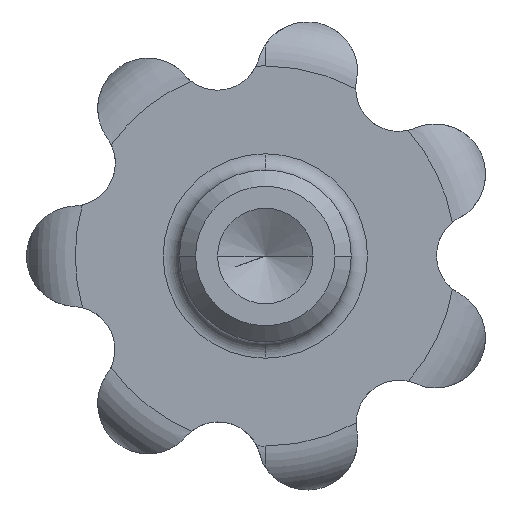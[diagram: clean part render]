
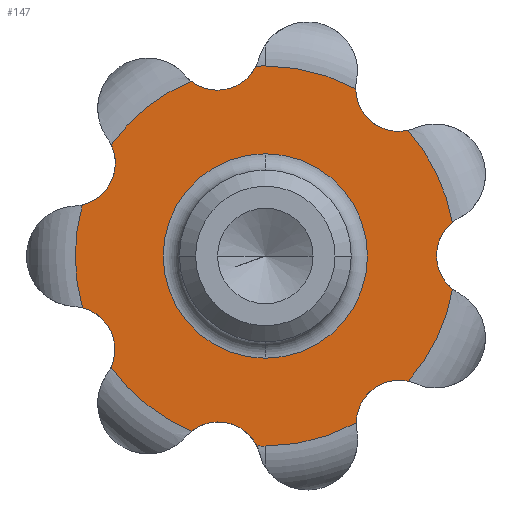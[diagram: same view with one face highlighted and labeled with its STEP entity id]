
A CAD part, front view. The second image highlights one B-rep face of the part: STEP entity #147.
In plain terms, the highlighted planar face has unit normal (0, -1, 0).
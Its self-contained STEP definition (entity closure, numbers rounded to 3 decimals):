
#147 = ADVANCED_FACE( '', ( #294, #295 ), #296, .T. );
#294 = FACE_OUTER_BOUND( '', #442, .T. );
#295 = FACE_BOUND( '', #443, .T. );
#296 = PLANE( '', #444 );
#442 = EDGE_LOOP( '', ( #1052, #1053, #1054, #1055, #1056, #1057, #1058, #1059, #1060, #1061, #1062, #1063, #1064, #1065, #1066, #1067 ) );
#443 = EDGE_LOOP( '', ( #1068, #1069, #1070 ) );
#444 = AXIS2_PLACEMENT_3D( '', #1071, #1072, #1073 );
#1052 = ORIENTED_EDGE( '', *, *, #1172, .T. );
#1053 = ORIENTED_EDGE( '', *, *, #1261, .F. );
#1054 = ORIENTED_EDGE( '', *, *, #1242, .T. );
#1055 = ORIENTED_EDGE( '', *, *, #1256, .F. );
#1056 = ORIENTED_EDGE( '', *, *, #1229, .T. );
#1057 = ORIENTED_EDGE( '', *, *, #1254, .F. );
#1058 = ORIENTED_EDGE( '', *, *, #1113, .F. );
#1059 = ORIENTED_EDGE( '', *, *, #1222, .T. );
#1060 = ORIENTED_EDGE( '', *, *, #1250, .F. );
#1061 = ORIENTED_EDGE( '', *, *, #1209, .T. );
#1062 = ORIENTED_EDGE( '', *, *, #1252, .F. );
#1063 = ORIENTED_EDGE( '', *, *, #1197, .T. );
#1064 = ORIENTED_EDGE( '', *, *, #1101, .F. );
#1065 = ORIENTED_EDGE( '', *, *, #1255, .F. );
#1066 = ORIENTED_EDGE( '', *, *, #1185, .T. );
#1067 = ORIENTED_EDGE( '', *, *, #1258, .F. );
#1068 = ORIENTED_EDGE( '', *, *, #1277, .T. );
#1069 = ORIENTED_EDGE( '', *, *, #1078, .T. );
#1070 = ORIENTED_EDGE( '', *, *, #1278, .T. );
#1071 = CARTESIAN_POINT( '', ( 15.3, 17., 0. ) );
#1072 = DIRECTION( '', ( 0., -1., 0. ) );
#1073 = DIRECTION( '', ( -1., 0., 0. ) );
#1078 = EDGE_CURVE( '', #1280, #1286, #1288, .T. );
#1101 = EDGE_CURVE( '', #1329, #1332, #1333, .T. );
#1113 = EDGE_CURVE( '', #1354, #1344, #1356, .T. );
#1172 = EDGE_CURVE( '', #1459, #1457, #1460, .T. );
#1185 = EDGE_CURVE( '', #1482, #1480, #1483, .T. );
#1197 = EDGE_CURVE( '', #1501, #1332, #1502, .T. );
#1209 = EDGE_CURVE( '', #1522, #1520, #1523, .T. );
#1222 = EDGE_CURVE( '', #1354, #1543, #1545, .T. );
#1229 = EDGE_CURVE( '', #1554, #1552, #1555, .T. );
#1242 = EDGE_CURVE( '', #1577, #1575, #1578, .T. );
#1250 = EDGE_CURVE( '', #1522, #1543, #1590, .T. );
#1252 = EDGE_CURVE( '', #1501, #1520, #1592, .T. );
#1254 = EDGE_CURVE( '', #1344, #1552, #1594, .T. );
#1255 = EDGE_CURVE( '', #1482, #1329, #1595, .T. );
#1256 = EDGE_CURVE( '', #1554, #1575, #1596, .T. );
#1258 = EDGE_CURVE( '', #1459, #1480, #1598, .T. );
#1261 = EDGE_CURVE( '', #1577, #1457, #1601, .T. );
#1277 = EDGE_CURVE( '', #1617, #1280, #1618, .T. );
#1278 = EDGE_CURVE( '', #1286, #1617, #1619, .T. );
#1280 = VERTEX_POINT( '', #1621 );
#1286 = VERTEX_POINT( '', #1627 );
#1288 = CIRCLE( '', #1629, 10.7 );
#1329 = VERTEX_POINT( '', #1750 );
#1332 = VERTEX_POINT( '', #1753 );
#1333 = CIRCLE( '', #1754, 19.9 );
#1344 = VERTEX_POINT( '', #1805 );
#1354 = VERTEX_POINT( '', #1852 );
#1356 = CIRCLE( '', #1857, 19.9 );
#1457 = VERTEX_POINT( '', #2265 );
#1459 = VERTEX_POINT( '', #2270 );
#1460 = CIRCLE( '', #2271, 4.5 );
#1480 = VERTEX_POINT( '', #2366 );
#1482 = VERTEX_POINT( '', #2373 );
#1483 = CIRCLE( '', #2374, 4.5 );
#1501 = VERTEX_POINT( '', #2469 );
#1502 = CIRCLE( '', #2470, 4.5 );
#1520 = VERTEX_POINT( '', #2562 );
#1522 = VERTEX_POINT( '', #2567 );
#1523 = CIRCLE( '', #2568, 4.5 );
#1543 = VERTEX_POINT( '', #2659 );
#1545 = CIRCLE( '', #2666, 4.5 );
#1552 = VERTEX_POINT( '', #2698 );
#1554 = VERTEX_POINT( '', #2703 );
#1555 = CIRCLE( '', #2704, 4.5 );
#1575 = VERTEX_POINT( '', #2799 );
#1577 = VERTEX_POINT( '', #2804 );
#1578 = CIRCLE( '', #2805, 4.5 );
#1590 = CIRCLE( '', #2858, 19.9 );
#1592 = CIRCLE( '', #2860, 19.9 );
#1594 = CIRCLE( '', #2862, 19.9 );
#1595 = CIRCLE( '', #2863, 19.9 );
#1596 = CIRCLE( '', #2864, 19.9 );
#1598 = CIRCLE( '', #2866, 19.9 );
#1601 = CIRCLE( '', #2869, 19.9 );
#1617 = VERTEX_POINT( '', #2885 );
#1618 = CIRCLE( '', #2886, 10.7 );
#1619 = CIRCLE( '', #2887, 10.7 );
#1621 = CARTESIAN_POINT( '', ( 0., 17., -10.7 ) );
#1627 = CARTESIAN_POINT( '', ( 0., 17., 10.7 ) );
#1629 = AXIS2_PLACEMENT_3D( '', #2900, #2901, #2902 );
#1750 = CARTESIAN_POINT( '', ( 0., 17., 19.9 ) );
#1753 = CARTESIAN_POINT( '', ( 9.462, 17., 17.507 ) );
#1754 = AXIS2_PLACEMENT_3D( '', #2937, #2938, #2939 );
#1805 = CARTESIAN_POINT( '', ( 0., 17., -19.9 ) );
#1852 = CARTESIAN_POINT( '', ( 9.523, 17., -17.473 ) );
#1857 = AXIS2_PLACEMENT_3D( '', #2949, #2950, #2951 );
#2265 = CARTESIAN_POINT( '', ( -19.168, 17., 5.348 ) );
#2270 = CARTESIAN_POINT( '', ( -16.138, 17., 11.643 ) );
#2271 = AXIS2_PLACEMENT_3D( '', #2991, #2992, #2993 );
#2366 = CARTESIAN_POINT( '', ( -7.779, 17., 18.317 ) );
#2373 = CARTESIAN_POINT( '', ( -0.969, 17., 19.876 ) );
#2374 = AXIS2_PLACEMENT_3D( '', #2997, #2998, #2999 );
#2469 = CARTESIAN_POINT( '', ( 14.929, 17., 13.158 ) );
#2470 = AXIS2_PLACEMENT_3D( '', #3003, #3004, #3005 );
#2562 = CARTESIAN_POINT( '', ( 19.585, 17., 3.527 ) );
#2567 = CARTESIAN_POINT( '', ( 19.597, 17., -3.459 ) );
#2568 = AXIS2_PLACEMENT_3D( '', #3009, #3010, #3011 );
#2659 = CARTESIAN_POINT( '', ( 14.975, 17., -13.105 ) );
#2666 = AXIS2_PLACEMENT_3D( '', #3015, #3016, #3017 );
#2698 = CARTESIAN_POINT( '', ( -0.899, 17., -19.88 ) );
#2703 = CARTESIAN_POINT( '', ( -7.715, 17., -18.344 ) );
#2704 = AXIS2_PLACEMENT_3D( '', #3021, #3022, #3023 );
#2799 = CARTESIAN_POINT( '', ( -16.145, 17., -11.634 ) );
#2804 = CARTESIAN_POINT( '', ( -19.146, 17., -5.427 ) );
#2805 = AXIS2_PLACEMENT_3D( '', #3027, #3028, #3029 );
#2858 = AXIS2_PLACEMENT_3D( '', #3031, #3032, #3033 );
#2860 = AXIS2_PLACEMENT_3D( '', #3037, #3038, #3039 );
#2862 = AXIS2_PLACEMENT_3D( '', #3043, #3044, #3045 );
#2863 = AXIS2_PLACEMENT_3D( '', #3046, #3047, #3048 );
#2864 = AXIS2_PLACEMENT_3D( '', #3049, #3050, #3051 );
#2866 = AXIS2_PLACEMENT_3D( '', #3055, #3056, #3057 );
#2869 = AXIS2_PLACEMENT_3D( '', #3064, #3065, #3066 );
#2885 = CARTESIAN_POINT( '', ( 10.7, 17., 0. ) );
#2886 = AXIS2_PLACEMENT_3D( '', #3112, #3113, #3114 );
#2887 = AXIS2_PLACEMENT_3D( '', #3115, #3116, #3117 );
#2900 = CARTESIAN_POINT( '', ( 0., 17., 0. ) );
#2901 = DIRECTION( '', ( 0., 1., 0. ) );
#2902 = DIRECTION( '', ( 1., 0., 0. ) );
#2937 = CARTESIAN_POINT( '', ( 0., 17., 0. ) );
#2938 = DIRECTION( '', ( 0., 1., 0. ) );
#2939 = DIRECTION( '', ( 1., 0., 0. ) );
#2949 = CARTESIAN_POINT( '', ( 0., 17., 0. ) );
#2950 = DIRECTION( '', ( 0., 1., 0. ) );
#2951 = DIRECTION( '', ( 1., 0., 0. ) );
#2991 = CARTESIAN_POINT( '', ( -20.209, 17., 9.726 ) );
#2992 = DIRECTION( '', ( 0., 1., 0. ) );
#2993 = DIRECTION( '', ( 0.103, 0., -0.995 ) );
#2997 = CARTESIAN_POINT( '', ( -5.007, 17., 21.862 ) );
#2998 = DIRECTION( '', ( 0., 1., 0. ) );
#2999 = DIRECTION( '', ( -0.713, 0., -0.701 ) );
#3003 = CARTESIAN_POINT( '', ( 13.962, 17., 17.552 ) );
#3004 = DIRECTION( '', ( 0., 1., 0. ) );
#3005 = DIRECTION( '', ( -0.993, 0., 0.12 ) );
#3009 = CARTESIAN_POINT( '', ( 22.428, 17., 0.039 ) );
#3010 = DIRECTION( '', ( 0., 1., 0. ) );
#3011 = DIRECTION( '', ( -0.525, 0., 0.851 ) );
#3015 = CARTESIAN_POINT( '', ( 14.023, 17., -17.503 ) );
#3016 = DIRECTION( '', ( 0., 1., 0. ) );
#3017 = DIRECTION( '', ( 0.337, 0., 0.941 ) );
#3021 = CARTESIAN_POINT( '', ( -4.931, 17., -21.879 ) );
#3022 = DIRECTION( '', ( 0., 1., 0. ) );
#3023 = DIRECTION( '', ( 0.946, 0., 0.324 ) );
#3027 = CARTESIAN_POINT( '', ( -20.25, 17., -9.789 ) );
#3028 = DIRECTION( '', ( 0., 1., 0. ) );
#3029 = DIRECTION( '', ( 0.839, 0., -0.544 ) );
#3031 = CARTESIAN_POINT( '', ( 0., 17., 0. ) );
#3032 = DIRECTION( '', ( 0., 1., 0. ) );
#3033 = DIRECTION( '', ( 1., 0., 0. ) );
#3037 = CARTESIAN_POINT( '', ( 0., 17., 0. ) );
#3038 = DIRECTION( '', ( 0., 1., 0. ) );
#3039 = DIRECTION( '', ( 1., 0., 0. ) );
#3043 = CARTESIAN_POINT( '', ( 0., 17., 0. ) );
#3044 = DIRECTION( '', ( 0., 1., 0. ) );
#3045 = DIRECTION( '', ( 1., 0., 0. ) );
#3046 = CARTESIAN_POINT( '', ( 0., 17., 0. ) );
#3047 = DIRECTION( '', ( 0., 1., 0. ) );
#3048 = DIRECTION( '', ( 1., 0., 0. ) );
#3049 = CARTESIAN_POINT( '', ( 0., 17., 0. ) );
#3050 = DIRECTION( '', ( 0., 1., 0. ) );
#3051 = DIRECTION( '', ( 1., 0., 0. ) );
#3055 = CARTESIAN_POINT( '', ( 0., 17., 0. ) );
#3056 = DIRECTION( '', ( 0., 1., 0. ) );
#3057 = DIRECTION( '', ( 1., 0., 0. ) );
#3064 = CARTESIAN_POINT( '', ( 0., 17., 0. ) );
#3065 = DIRECTION( '', ( 0., 1., 0. ) );
#3066 = DIRECTION( '', ( 1., 0., 0. ) );
#3112 = CARTESIAN_POINT( '', ( 0., 17., 0. ) );
#3113 = DIRECTION( '', ( 0., 1., 0. ) );
#3114 = DIRECTION( '', ( 1., 0., 0. ) );
#3115 = CARTESIAN_POINT( '', ( 0., 17., 0. ) );
#3116 = DIRECTION( '', ( 0., 1., 0. ) );
#3117 = DIRECTION( '', ( 1., 0., 0. ) );
